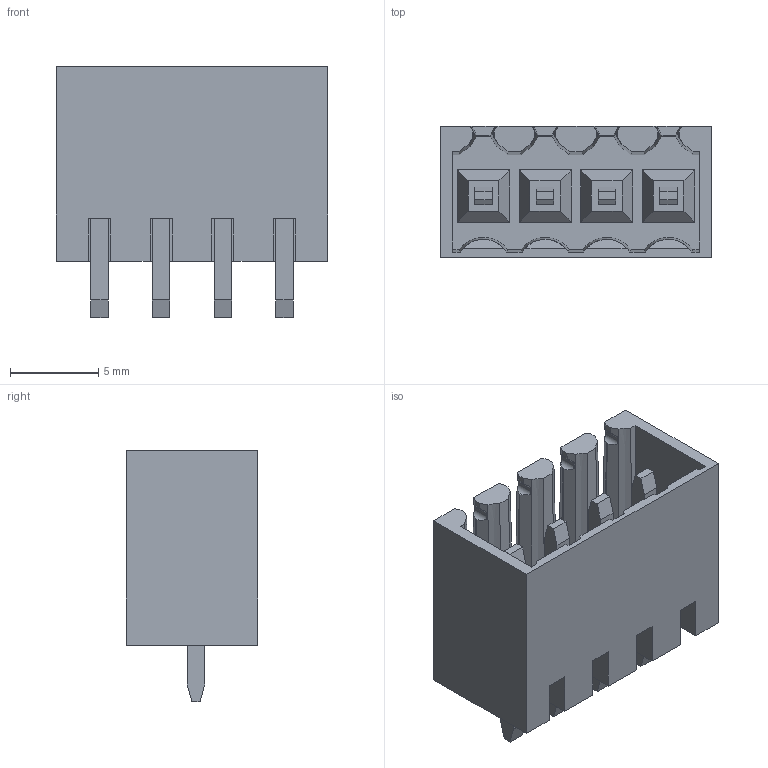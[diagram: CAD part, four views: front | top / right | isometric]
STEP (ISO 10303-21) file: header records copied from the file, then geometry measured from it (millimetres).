
FILE_DESCRIPTION((''),'2;1');
FILE_NAME('WEIDMULLER_1604490000.stp','2012-08-28T10:39:26',(''),(''),'Mechanical Desktop 2011','Mechanical Desktop 2011',', , ');
FILE_SCHEMA(('AUTOMOTIVE_DESIGN { 1 2 10303 214 1 1 1 1 }'));
Length unit declared in the file: millimetre
Products named in the file (1): Product
Bounding box: 15.4 x 7.45 x 14.25 mm (x, y, z)
Volume: 612.6 mm3; surface area: 1408.9 mm2
Topology: 9 solids, 9 shells, 250 faces, 684 edges, 456 vertices
Faces by surface type: plane 214, cylinder 24, cone 12
Entity records: 7911 total; most frequent: CARTESIAN_POINT 1439, ORIENTED_EDGE 1368, DIRECTION 1274, EDGE_CURVE 684, VECTOR 548, LINE 548, VERTEX_POINT 456, AXIS2_PLACEMENT_3D 363
